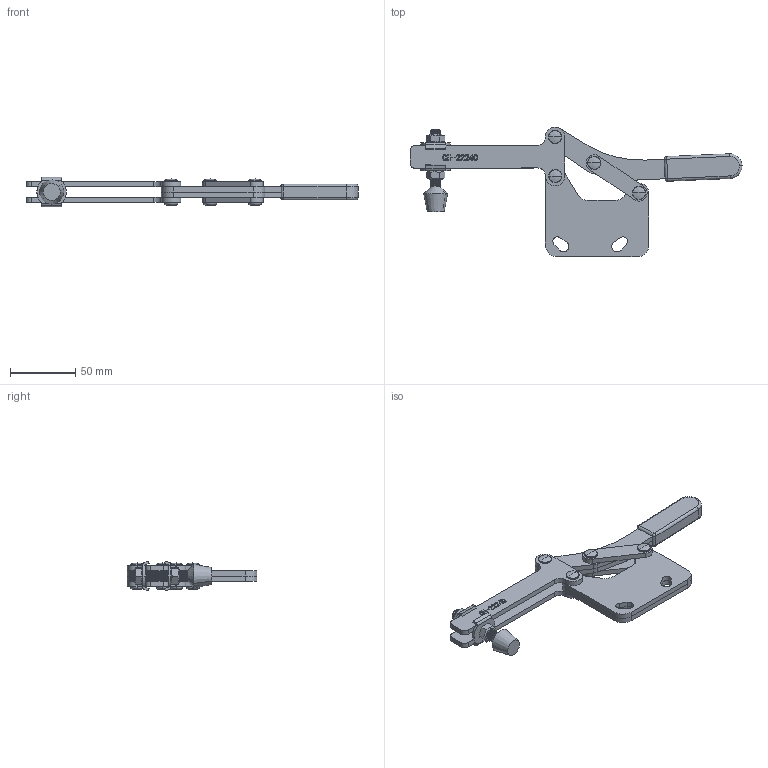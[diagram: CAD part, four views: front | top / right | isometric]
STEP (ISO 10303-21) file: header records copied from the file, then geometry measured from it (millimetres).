
FILE_DESCRIPTION (( 'STEP AP203' ), '1' );
FILE_NAME ('CH-22240.STEP', '2017-11-20T06:39:02', ( 'Windows' ), ( 'Microsoft' ), 'SwSTEP 2.0', 'SolidWorks 2015', '' );
FILE_SCHEMA (( 'CONFIG_CONTROL_DESIGN' ));
Length unit declared in the file: millimetre
Products named in the file (10): 22235-04; 22235-06; CH-FW-11412; 22235-05; CH-FC-56212-01; 22240-02; CH-FC-56212; 眻菁釱; CH-22240; 22235-03
Assembly tree (16 placements, depth 2):
  CH-22240
    22235-03
    22235-04  x2
    22235-06  x4
    CH-FW-11412  x2
    CH-FC-56212-01  x2
    CH-FC-56212
    22235-05
    22240-02
    眻菁釱  x2
Bounding box: 255.08 x 99.5 x 22.92 mm (x, y, z)
Volume: 90029.1 mm3; surface area: 62613.4 mm2
Topology: 18 solids, 18 shells, 781 faces, 2050 edges, 1330 vertices
Faces by surface type: plane 276, cylinder 237, bspline 169, cone 51, torus 36, sphere 12
Entity records: 31043 total; most frequent: CARTESIAN_POINT 15754, ORIENTED_EDGE 3304, DIRECTION 2313, EDGE_CURVE 1652, VERTEX_POINT 1086, LINE 891, VECTOR 891, AXIS2_PLACEMENT_3D 711
